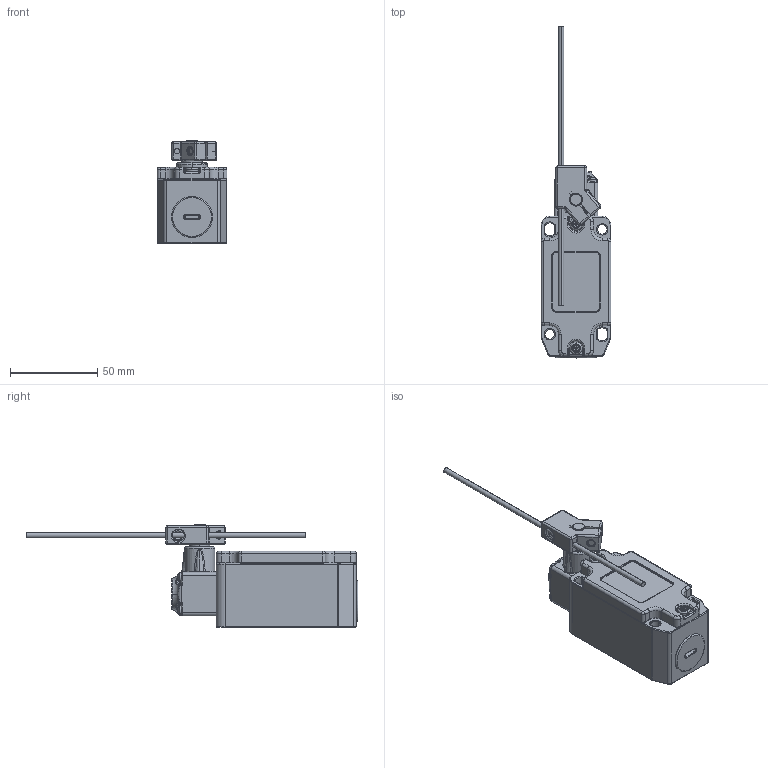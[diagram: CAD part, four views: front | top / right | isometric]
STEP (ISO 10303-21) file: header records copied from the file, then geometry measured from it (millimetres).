
FILE_DESCRIPTION (( 'STEP AP203' ), '1' );
FILE_NAME ('174-HLM (Lever Arm) (STEP format).STEP', '2016-10-19T14:17:27', ( '' ), ( '' ), 'SwSTEP 2.0', 'SolidWorks 2015', '' );
FILE_SCHEMA (( 'CONFIG_CONTROL_DESIGN' ));
Length unit declared in the file: millimetre
Products named in the file (1): 174-HLM (Lever Arm) (STEP format)
Bounding box: 40 x 189.8 x 58.6 mm (x, y, z)
Volume: 72640.9 mm3; surface area: 54236.2 mm2
Topology: 15 solids, 15 shells, 3082 faces, 7079 edges, 4037 vertices
Faces by surface type: cone 978, cylinder 766, plane 749, torus 339, bspline 197, sphere 53
Entity records: 104090 total; most frequent: CARTESIAN_POINT 35629, DIRECTION 14940, ORIENTED_EDGE 13998, EDGE_CURVE 6999, AXIS2_PLACEMENT_3D 5857, VERTEX_POINT 4037, VECTOR 3226, LINE 3226
